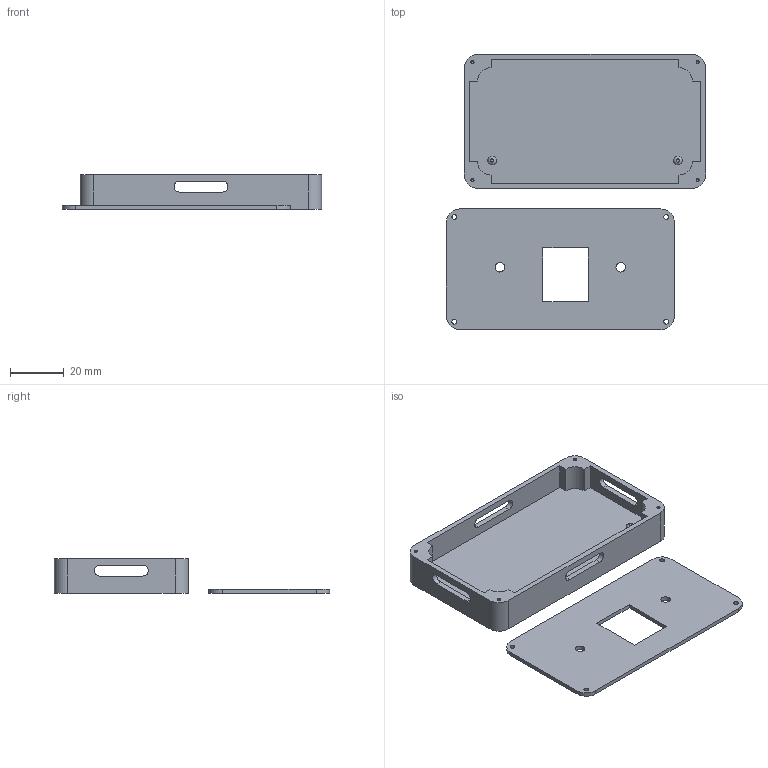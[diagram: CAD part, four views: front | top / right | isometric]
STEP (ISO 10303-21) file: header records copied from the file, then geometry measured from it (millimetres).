
FILE_DESCRIPTION(/* description */ (''),/* implementation_level */ '2;1');
FILE_NAME(/* name */ 'BeanPad - Knobs.step',/* time_stamp */ '2025-06-19T10:54:47-04:00',/* author */ (''),/* organization */ (''),/* preprocessor_version */ 'ST-DEVELOPER v20.1',/* originating_system */ 'Autodesk Translation Framework v14.10.0.0',/* authorisation */ '');
FILE_SCHEMA (('AUTOMOTIVE_DESIGN { 1 0 10303 214 3 1 1 }'));
Length unit declared in the file: millimetre
Products named in the file (2): BeanPad - Knobs; BeanPad
Assembly tree (1 placements, depth 2):
  BeanPad - Knobs
    BeanPad
Bounding box: 96.7 x 102.65 x 13 mm (x, y, z)
Volume: 24894.9 mm3; surface area: 22656.6 mm2
Topology: 2 solids, 2 shells, 723 faces, 2028 edges, 1352 vertices
Faces by surface type: bspline 351, plane 192, cylinder 180
Full cylindrical faces by diameter (mm): 0.969 x28, 1.253 x5, 1.254 x15, 1.8 x4, 3.2 x2, 3.5 x2
Entity records: 35154 total; most frequent: CARTESIAN_POINT 19363, ORIENTED_EDGE 4056, EDGE_CURVE 2028, DIRECTION 1854, VERTEX_POINT 1352, B_SPLINE_CURVE_WITH_KNOTS 1002, LINE 948, VECTOR 948
